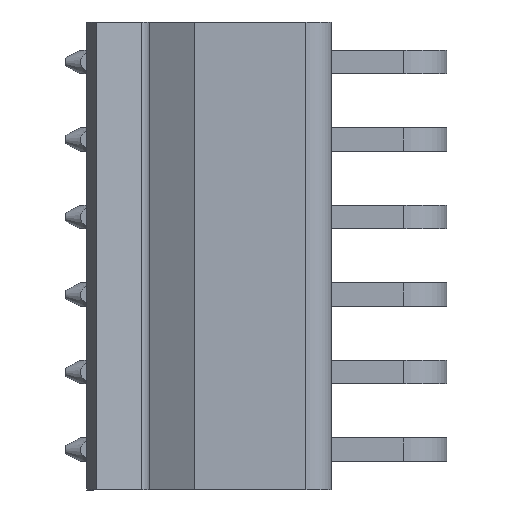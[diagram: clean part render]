
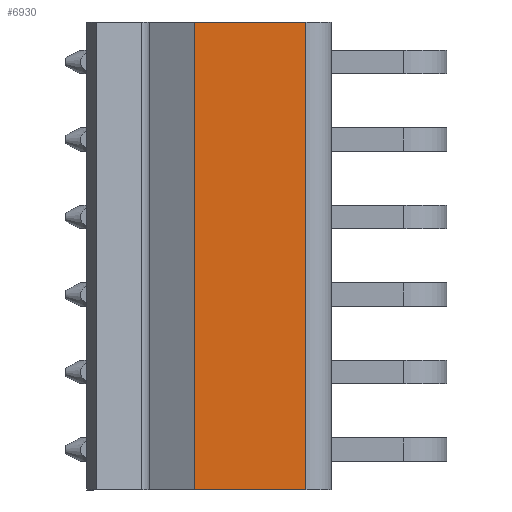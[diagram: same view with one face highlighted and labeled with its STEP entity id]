
A CAD part, left-side view. The second image highlights one B-rep face of the part: STEP entity #6930.
In plain terms, the highlighted planar face has unit normal (-1, 0, 0).
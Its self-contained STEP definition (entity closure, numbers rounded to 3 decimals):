
#39 = LINE ( 'NONE', #1889, #5354 ) ;
#82 = DIRECTION ( 'NONE',  ( 0., 0., -1. ) ) ;
#98 = EDGE_CURVE ( 'NONE', #3346, #4254, #39, .T. ) ;
#175 = ORIENTED_EDGE ( 'NONE', *, *, #2394, .F. ) ;
#551 = DIRECTION ( 'NONE',  ( 1., 0., 0. ) ) ;
#668 = CARTESIAN_POINT ( 'NONE',  ( 19.479, 25.588, 15.479 ) ) ;
#863 = EDGE_CURVE ( 'NONE', #5232, #3346, #7764, .T. ) ;
#1556 = DIRECTION ( 'NONE',  ( 0., 0., -1. ) ) ;
#1675 = VECTOR ( 'NONE', #7484, 1000. ) ;
#1729 = ORIENTED_EDGE ( 'NONE', *, *, #863, .T. ) ;
#1889 = CARTESIAN_POINT ( 'NONE',  ( 19.479, 31.288, 39.379 ) ) ;
#1943 = CARTESIAN_POINT ( 'NONE',  ( 19.479, 33.788, 15.479 ) ) ;
#2043 = DIRECTION ( 'NONE',  ( 0., 1., 0. ) ) ;
#2266 = AXIS2_PLACEMENT_3D ( 'NONE', #5431, #551, #7887 ) ;
#2394 = EDGE_CURVE ( 'NONE', #5232, #3713, #2665, .T. ) ;
#2629 = LINE ( 'NONE', #1943, #3840 ) ;
#2665 = LINE ( 'NONE', #7627, #7891 ) ;
#3346 = VERTEX_POINT ( 'NONE', #4144 ) ;
#3698 = EDGE_CURVE ( 'NONE', #3713, #4254, #2629, .T. ) ;
#3713 = VERTEX_POINT ( 'NONE', #668 ) ;
#3840 = VECTOR ( 'NONE', #2043, 1000. ) ;
#4144 = CARTESIAN_POINT ( 'NONE',  ( 19.479, 31.288, 39.379 ) ) ;
#4254 = VERTEX_POINT ( 'NONE', #4918 ) ;
#4748 = EDGE_LOOP ( 'NONE', ( #175, #1729, #6386, #5233 ) ) ;
#4918 = CARTESIAN_POINT ( 'NONE',  ( 19.479, 31.288, 15.479 ) ) ;
#5232 = VERTEX_POINT ( 'NONE', #6050 ) ;
#5233 = ORIENTED_EDGE ( 'NONE', *, *, #3698, .F. ) ;
#5354 = VECTOR ( 'NONE', #82, 1000. ) ;
#5407 = PLANE ( 'NONE',  #2266 ) ;
#5431 = CARTESIAN_POINT ( 'NONE',  ( 19.479, 31.288, 39.379 ) ) ;
#6050 = CARTESIAN_POINT ( 'NONE',  ( 19.479, 25.588, 39.379 ) ) ;
#6386 = ORIENTED_EDGE ( 'NONE', *, *, #98, .T. ) ;
#6921 = FACE_OUTER_BOUND ( 'NONE', #4748, .T. ) ;
#6923 = CARTESIAN_POINT ( 'NONE',  ( 19.479, 33.788, 39.379 ) ) ;
#6930 = ADVANCED_FACE ( 'NONE', ( #6921 ), #5407, .F. ) ;
#7484 = DIRECTION ( 'NONE',  ( 0., 1., 0. ) ) ;
#7627 = CARTESIAN_POINT ( 'NONE',  ( 19.479, 25.588, 39.379 ) ) ;
#7764 = LINE ( 'NONE', #6923, #1675 ) ;
#7887 = DIRECTION ( 'NONE',  ( 0., 1., 0. ) ) ;
#7891 = VECTOR ( 'NONE', #1556, 1000. ) ;
